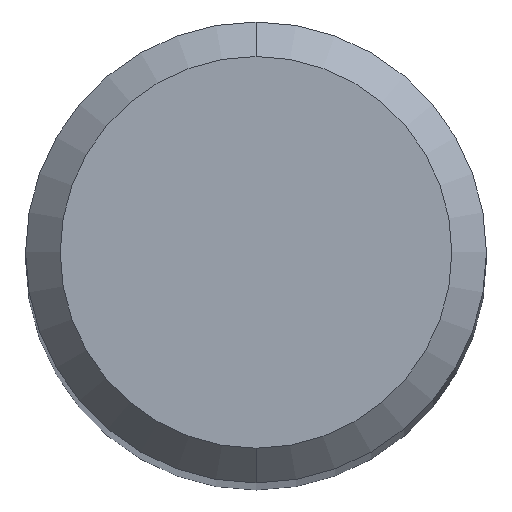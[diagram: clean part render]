
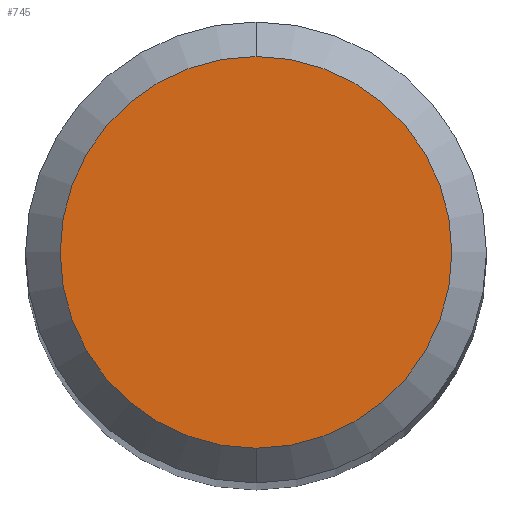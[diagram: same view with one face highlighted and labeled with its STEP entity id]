
A CAD part, top view. The second image highlights one B-rep face of the part: STEP entity #745.
In plain terms, the highlighted planar face has unit normal (0, 0, 1).
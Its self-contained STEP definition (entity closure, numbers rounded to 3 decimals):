
#687=VERTEX_POINT('',#1684);
#745=ADVANCED_FACE('',(#1749),#1750,.T.);
#1175=EDGE_CURVE('',#1265,#687,#2217,.T.);
#1229=EDGE_CURVE('',#687,#1265,#2275,.T.);
#1265=VERTEX_POINT('',#2313);
#1684=CARTESIAN_POINT('',(0.0,1.7,0.0));
#1749=FACE_OUTER_BOUND('',#3410,.T.);
#1750=PLANE('',#3411);
#2217=CIRCLE('',#4911,1.7);
#2275=CIRCLE('',#5327,1.7);
#2313=CARTESIAN_POINT('',(0.,-1.7,0.0));
#3410=EDGE_LOOP('',(#6766,#6767));
#3411=AXIS2_PLACEMENT_3D('',#6768,#6769,#6770);
#4911=AXIS2_PLACEMENT_3D('',#7234,#7235,#7236);
#5327=AXIS2_PLACEMENT_3D('',#7276,#7277,#7278);
#6766=ORIENTED_EDGE('',*,*,#1229,.F.);
#6767=ORIENTED_EDGE('',*,*,#1175,.F.);
#6768=CARTESIAN_POINT('',(0.0,0.85,0.0));
#6769=DIRECTION('',(-0.0,0.0,1.0));
#6770=DIRECTION('',(0.0,-1.0,0.0));
#7234=CARTESIAN_POINT('',(0.0,0.0,0.0));
#7235=DIRECTION('',(0.0,0.0,-1.0));
#7236=DIRECTION('',(0.0,1.0,0.0));
#7276=CARTESIAN_POINT('',(0.0,0.0,0.0));
#7277=DIRECTION('',(0.0,0.0,-1.0));
#7278=DIRECTION('',(0.0,1.0,0.0));
